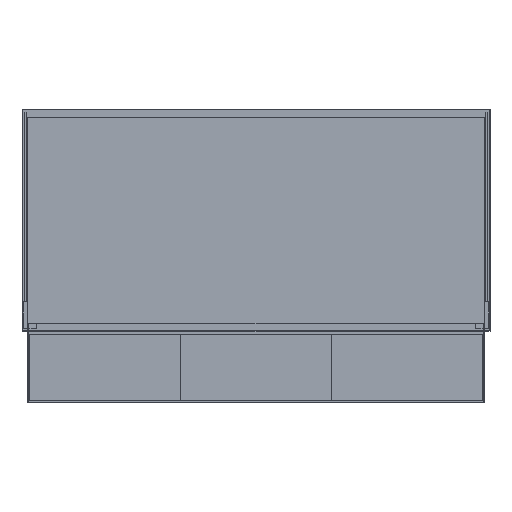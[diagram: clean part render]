
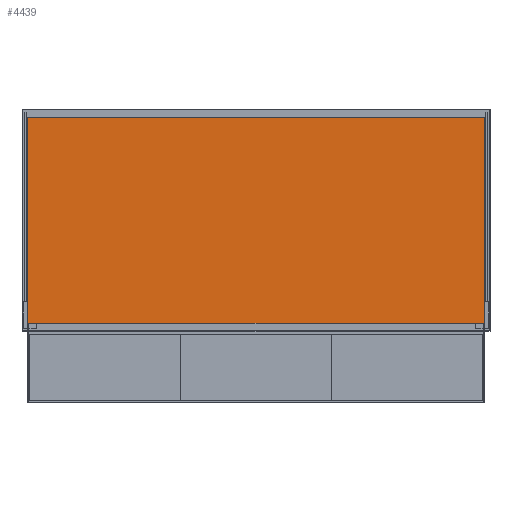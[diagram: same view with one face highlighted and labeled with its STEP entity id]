
A CAD part, front view. The second image highlights one B-rep face of the part: STEP entity #4439.
In plain terms, the highlighted planar face has unit normal (0, -1, 0).
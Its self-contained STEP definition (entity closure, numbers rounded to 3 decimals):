
#639 = EDGE_CURVE ( 'NONE', #7963, #891, #4965, .T. ) ;
#891 = VERTEX_POINT ( 'NONE', #10400 ) ;
#1573 = ORIENTED_EDGE ( 'NONE', *, *, #8743, .F. ) ;
#1620 = AXIS2_PLACEMENT_3D ( 'NONE', #8403, #1724, #7568 ) ;
#1675 = LINE ( 'NONE', #3830, #10198 ) ;
#1702 = EDGE_LOOP ( 'NONE', ( #8095, #10321, #1573, #2113 ) ) ;
#1724 = DIRECTION ( 'NONE',  ( 0., 1., 0. ) ) ;
#1832 = CARTESIAN_POINT ( 'NONE',  ( -715., 0., 323. ) ) ;
#1862 = CARTESIAN_POINT ( 'NONE',  ( -715., 0., -323. ) ) ;
#2113 = ORIENTED_EDGE ( 'NONE', *, *, #3549, .F. ) ;
#3451 = DIRECTION ( 'NONE',  ( 0., 0., 1. ) ) ;
#3549 = EDGE_CURVE ( 'NONE', #891, #8981, #1675, .T. ) ;
#3738 = VECTOR ( 'NONE', #3451, 1000. ) ;
#3830 = CARTESIAN_POINT ( 'NONE',  ( -715., 0., -323. ) ) ;
#4439 = ADVANCED_FACE ( 'NONE', ( #6170 ), #9985, .F. ) ;
#4965 = LINE ( 'NONE', #9070, #9616 ) ;
#5716 = CARTESIAN_POINT ( 'NONE',  ( -715., 0., -323. ) ) ;
#5935 = LINE ( 'NONE', #1862, #3738 ) ;
#6170 = FACE_OUTER_BOUND ( 'NONE', #1702, .T. ) ;
#6291 = CARTESIAN_POINT ( 'NONE',  ( 715., 0., 323. ) ) ;
#7159 = DIRECTION ( 'NONE',  ( -1., 0., 0. ) ) ;
#7503 = VERTEX_POINT ( 'NONE', #10338 ) ;
#7568 = DIRECTION ( 'NONE',  ( 0., 0., 1. ) ) ;
#7613 = DIRECTION ( 'NONE',  ( 1., 0., 0. ) ) ;
#7963 = VERTEX_POINT ( 'NONE', #6291 ) ;
#8095 = ORIENTED_EDGE ( 'NONE', *, *, #639, .F. ) ;
#8112 = VECTOR ( 'NONE', #7613, 1000. ) ;
#8322 = DIRECTION ( 'NONE',  ( 0., 0., -1. ) ) ;
#8403 = CARTESIAN_POINT ( 'NONE',  ( 0., 0., 0. ) ) ;
#8743 = EDGE_CURVE ( 'NONE', #8981, #7503, #5935, .T. ) ;
#8981 = VERTEX_POINT ( 'NONE', #5716 ) ;
#9070 = CARTESIAN_POINT ( 'NONE',  ( 715., 0., -323. ) ) ;
#9352 = EDGE_CURVE ( 'NONE', #7503, #7963, #9659, .T. ) ;
#9616 = VECTOR ( 'NONE', #8322, 1000. ) ;
#9659 = LINE ( 'NONE', #1832, #8112 ) ;
#9985 = PLANE ( 'NONE',  #1620 ) ;
#10198 = VECTOR ( 'NONE', #7159, 1000. ) ;
#10321 = ORIENTED_EDGE ( 'NONE', *, *, #9352, .F. ) ;
#10338 = CARTESIAN_POINT ( 'NONE',  ( -715., 0., 323. ) ) ;
#10400 = CARTESIAN_POINT ( 'NONE',  ( 715., 0., -323. ) ) ;
